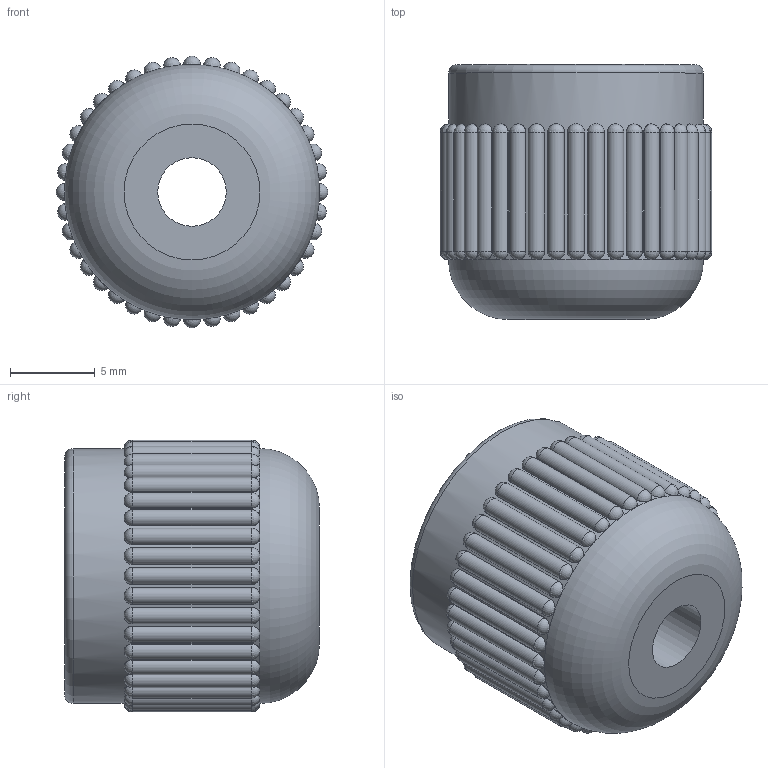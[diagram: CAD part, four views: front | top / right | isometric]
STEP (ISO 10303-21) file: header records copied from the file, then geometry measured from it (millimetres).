
FILE_DESCRIPTION(/* description */ (''),/* implementation_level */ '2;1');
FILE_NAME(/* name */ 'Base mounts.step',/* time_stamp */ '2025-05-15T17:36:31+02:00',/* author */ (''),/* organization */ (''),/* preprocessor_version */ 'ST-DEVELOPER v20.1',/* originating_system */ 'Autodesk Translation Framework v14.4.0.0',/* authorisation */ '');
FILE_SCHEMA (('AUTOMOTIVE_DESIGN { 1 0 10303 214 3 1 1 }'));
Length unit declared in the file: millimetre
Products named in the file (1): Sofaføtter
Bounding box: 16 x 15 x 16 mm (x, y, z)
Volume: 2325.4 mm3; surface area: 1692.2 mm2
Topology: 2 solids, 2 shells, 373 faces, 942 edges, 414 vertices
Faces by surface type: cylinder 205, plane 85, sphere 80, torus 3
Full cylindrical faces by diameter (mm): 4.033 x1, 4.2 x1, 7 x1, 7.25 x1, 15 x1
Entity records: 10746 total; most frequent: CARTESIAN_POINT 3010, DIRECTION 1667, ORIENTED_EDGE 1564, EDGE_CURVE 782, AXIS2_PLACEMENT_3D 671, VERTEX_POINT 414, EDGE_LOOP 378, FACE_OUTER_BOUND 373
